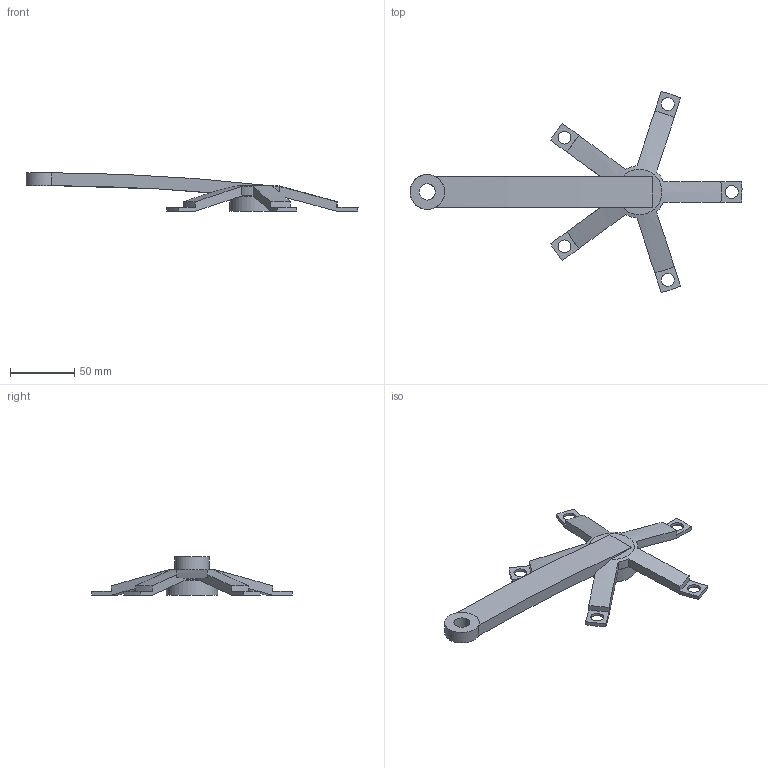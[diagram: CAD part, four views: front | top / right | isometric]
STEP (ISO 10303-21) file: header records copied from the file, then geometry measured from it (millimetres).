
FILE_DESCRIPTION(('Open CASCADE Model'),'2;1');
FILE_NAME('Open CASCADE Shape Model','2026-02-08T17:34:11',('Author'),( 'Open CASCADE'),'Open CASCADE STEP processor 7.8','Open CASCADE 7.8' ,'Unknown');
FILE_SCHEMA(('AUTOMOTIVE_DESIGN { 1 0 10303 214 1 1 1 1 }'));
Length unit declared in the file: millimetre
Products named in the file (1): Open CASCADE STEP translator 7.8 1
Bounding box: 258.46 x 156.35 x 30 mm (x, y, z)
Volume: 91259 mm3; surface area: 29188 mm2
Topology: 1 solids, 1 shells, 63 faces, 172 edges, 115 vertices
Faces by surface type: plane 31, cylinder 30, cone 2
Full cylindrical faces by diameter (mm): 10 x5, 12 x5, 12.593 x1, 27 x1, 40 x1
Entity records: 5262 total; most frequent: CARTESIAN_POINT 2171, DIRECTION 491, ORIENTED_EDGE 344, PCURVE 344, DEFINITIONAL_REPRESENTATION 344, LINE 184, VECTOR 184, B_SPLINE_CURVE_WITH_KNOTS 177
